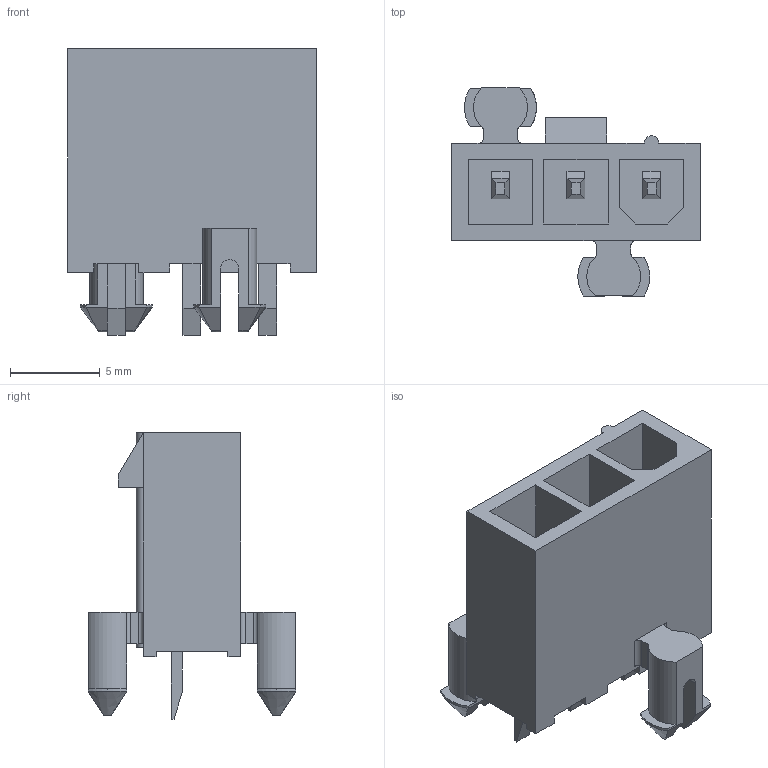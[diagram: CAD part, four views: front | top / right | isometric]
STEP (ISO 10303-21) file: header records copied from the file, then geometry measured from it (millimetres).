
FILE_DESCRIPTION (( 'STEP AP214' ), '1' );
FILE_NAME ('CONN-TH_3P-P4.20_39302030.STEP', '2023-08-04T01:38:40', ( '' ), ( '' ), 'SwSTEP 2.0', 'SolidWorks 2020', '' );
FILE_SCHEMA (( 'AUTOMOTIVE_DESIGN' ));
Length unit declared in the file: millimetre
Products named in the file (1): CONN-TH_3P-P4.20_39302030
Bounding box: 13.8 x 11.56 x 15.95 mm (x, y, z)
Volume: 630.1 mm3; surface area: 1296.4 mm2
Topology: 1 solids, 1 shells, 409 faces, 1103 edges, 726 vertices
Faces by surface type: plane 274, bspline 98, cylinder 31, cone 6
Entity records: 17798 total; most frequent: CARTESIAN_POINT 3653, ORIENTED_EDGE 2206, DIRECTION 1575, EDGE_CURVE 1103, LINE 823, VECTOR 823, VERTEX_POINT 726, EDGE_LOOP 439
